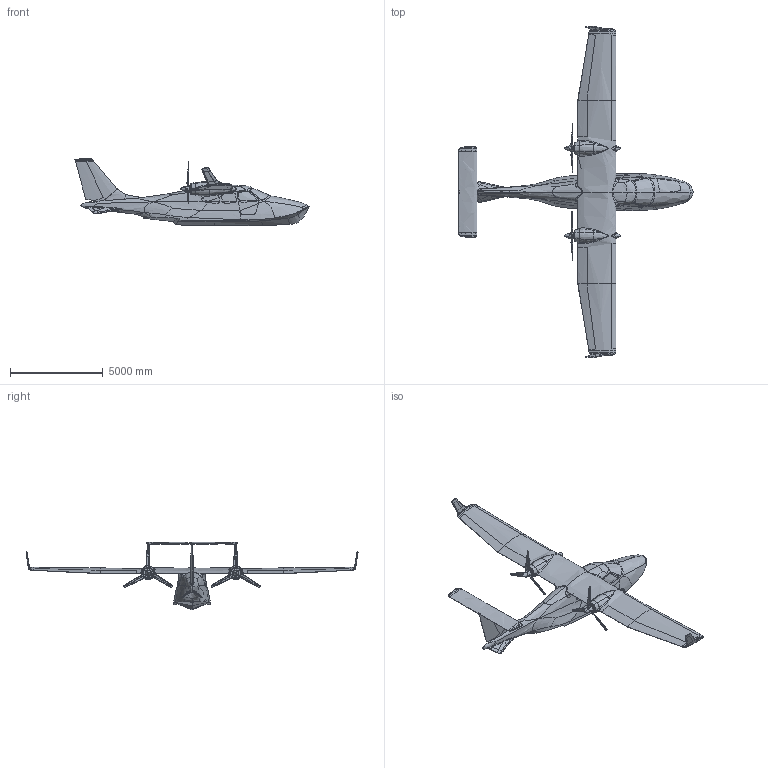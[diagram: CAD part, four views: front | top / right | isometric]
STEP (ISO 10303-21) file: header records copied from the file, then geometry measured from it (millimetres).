
FILE_DESCRIPTION(('FreeCAD Model'),'2;1');
FILE_NAME('Open CASCADE Shape Model','2025-04-27T02:12:24',('FreeCAD'),( 'FreeCAD'),'Open CASCADE STEP processor 7.6','FreeCAD','Unknown');
FILE_SCHEMA(('AUTOMOTIVE_DESIGN { 1 0 10303 214 1 1 1 1 }'));
Products named in the file (1): Open CASCADE STEP translator 7.6 1
Bounding box: 12671.71 x 17917.01 x 3637.23 mm (x, y, z)
Surface area: 147226388.9 mm2 (no closed solid volume)
Topology: 0 solids, 28 shells, 892 faces, 2229 edges, 1348 vertices
Faces by surface type: bspline 892
Entity records: 209786 total; most frequent: CARTESIAN_POINT 196313, ORIENTED_EDGE 4034, EDGE_CURVE 2226, B_SPLINE_CURVE_WITH_KNOTS 2226, VERTEX_POINT 1348, ADVANCED_FACE 892, FACE_BOUND 892, EDGE_LOOP 892
